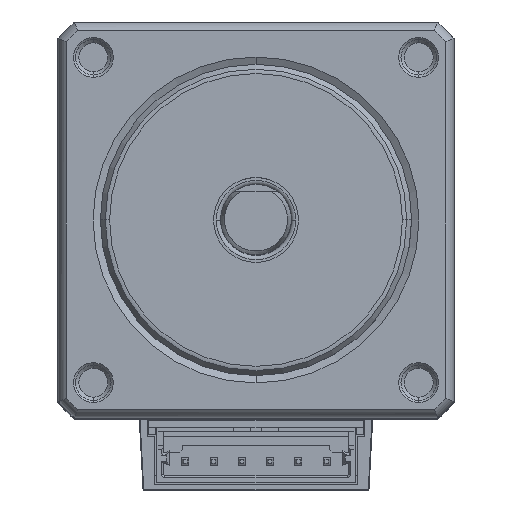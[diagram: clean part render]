
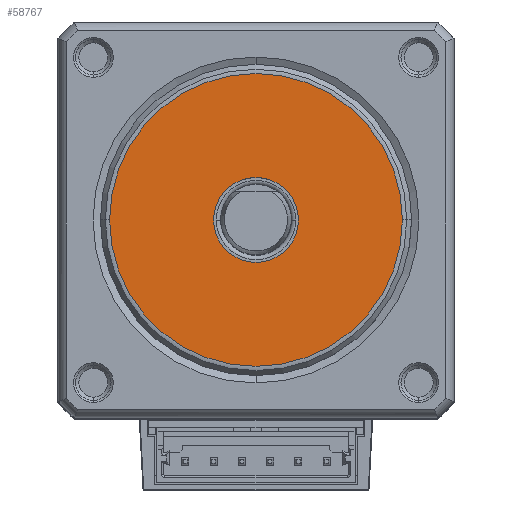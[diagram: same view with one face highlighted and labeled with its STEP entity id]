
A CAD part, top view. The second image highlights one B-rep face of the part: STEP entity #58767.
In plain terms, the highlighted planar face has unit normal (0, 0, 1).
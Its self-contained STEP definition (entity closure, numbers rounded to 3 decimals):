
#56074=CARTESIAN_POINT('',(0.,0.,1.7));
#56075=DIRECTION('',(0.,0.,1.));
#56076=DIRECTION('',(-1.,0.,0.));
#56077=AXIS2_PLACEMENT_3D('',#56074,#56075,#56076);
#56079=CARTESIAN_POINT('',(0.,0.,1.7));
#56080=DIRECTION('',(0.,0.,1.));
#56081=DIRECTION('',(1.,0.,0.));
#56082=AXIS2_PLACEMENT_3D('',#56079,#56080,#56081);
#56084=CARTESIAN_POINT('',(0.,0.,1.7));
#56085=DIRECTION('',(0.,0.,1.));
#56086=DIRECTION('',(-1.,0.,0.));
#56087=AXIS2_PLACEMENT_3D('',#56084,#56085,#56086);
#56089=CARTESIAN_POINT('',(0.,0.,1.7));
#56090=DIRECTION('',(0.,0.,1.));
#56091=DIRECTION('',(1.,0.,0.));
#56092=AXIS2_PLACEMENT_3D('',#56089,#56090,#56091);
#57360=CARTESIAN_POINT('',(-3.,0.,1.7));
#57361=CARTESIAN_POINT('',(3.,0.,1.7));
#57362=VERTEX_POINT('',#57360);
#57363=VERTEX_POINT('',#57361);
#57740=CARTESIAN_POINT('',(-10.35,0.,1.7));
#57741=CARTESIAN_POINT('',(10.35,0.,1.7));
#57742=VERTEX_POINT('',#57740);
#57743=VERTEX_POINT('',#57741);
#58752=CARTESIAN_POINT('',(0.,0.,1.7));
#58753=DIRECTION('',(0.,0.,1.));
#58754=DIRECTION('',(-1.,0.,0.));
#58755=AXIS2_PLACEMENT_3D('',#58752,#58753,#58754);
#58756=PLANE('',#58755);
#58757=ORIENTED_EDGE('',*,*,#58702,.F.);
#58758=ORIENTED_EDGE('',*,*,#58717,.F.);
#58759=EDGE_LOOP('',(#58757,#58758));
#58760=FACE_OUTER_BOUND('',#58759,.F.);
#58762=ORIENTED_EDGE('',*,*,#58761,.T.);
#58764=ORIENTED_EDGE('',*,*,#58763,.T.);
#58765=EDGE_LOOP('',(#58762,#58764));
#58766=FACE_BOUND('',#58765,.F.);
#58767=ADVANCED_FACE('',(#58760,#58766),#58756,.T.);
#56078=CIRCLE('',#56077,3.);
#56083=CIRCLE('',#56082,3.);
#56088=CIRCLE('',#56087,10.35);
#56093=CIRCLE('',#56092,10.35);
#58702=EDGE_CURVE('',#57742,#57743,#56088,.T.);
#58717=EDGE_CURVE('',#57743,#57742,#56093,.T.);
#58761=EDGE_CURVE('',#57362,#57363,#56078,.T.);
#58763=EDGE_CURVE('',#57363,#57362,#56083,.T.);
